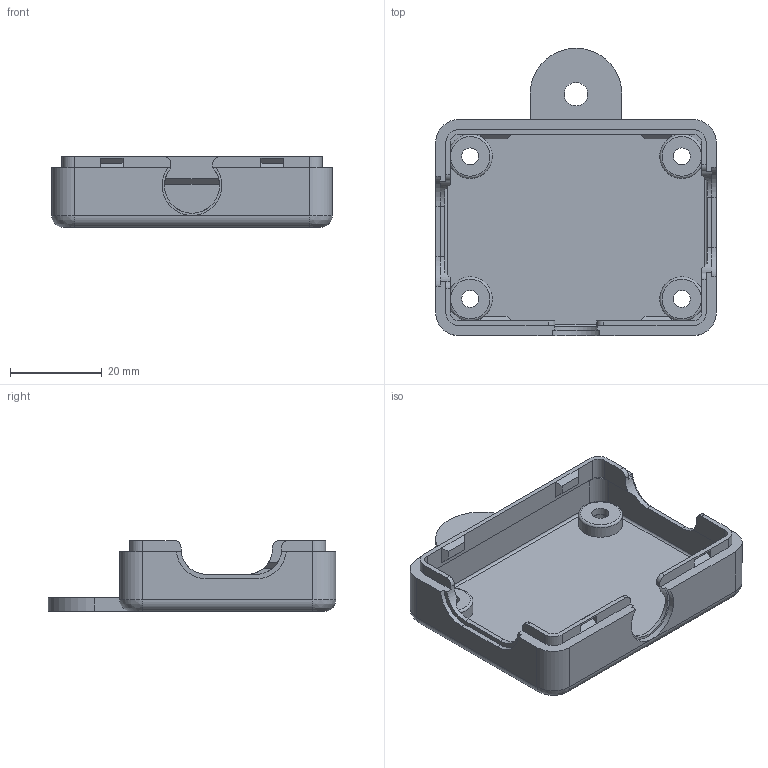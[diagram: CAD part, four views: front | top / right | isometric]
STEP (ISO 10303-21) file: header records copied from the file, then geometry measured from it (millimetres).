
FILE_DESCRIPTION(/* description */ (''),/* implementation_level */ '2;1');
FILE_NAME(/* name */ 'Enabled_Controller_Mini_Bottom_With_Mount.step',/* time_stamp */ '2023-06-28T17:19:15-07:00',/* author */ (''),/* organization */ (''),/* preprocessor_version */ 'ST-DEVELOPER v19.2',/* originating_system */ 'Autodesk Translation Framework v12.6.0.85',/* authorisation */ '');
FILE_SCHEMA (('AUTOMOTIVE_DESIGN { 1 0 10303 214 3 1 1 }'));
Length unit declared in the file: millimetre
Products named in the file (2): Enabled_Controller_Mini_Bottom_With_Mount; Plastic-Case
Assembly tree (1 placements, depth 2):
  Enabled_Controller_Mini_Bottom_With_Mount
    Plastic-Case
Bounding box: 61 x 62.52 x 15.4 mm (x, y, z)
Volume: 11090.1 mm3; surface area: 12027.1 mm2
Topology: 1 solids, 1 shells, 316 faces, 844 edges, 540 vertices
Faces by surface type: plane 155, bspline 92, cylinder 57, torus 8, cone 4
Full cylindrical faces by diameter (mm): 3.7 x4, 5.118 x1, 7.2 x4, 9.6 x4
Entity records: 10696 total; most frequent: CARTESIAN_POINT 3231, ORIENTED_EDGE 1688, DIRECTION 1298, EDGE_CURVE 844, VERTEX_POINT 540, LINE 492, VECTOR 492, AXIS2_PLACEMENT_3D 403
